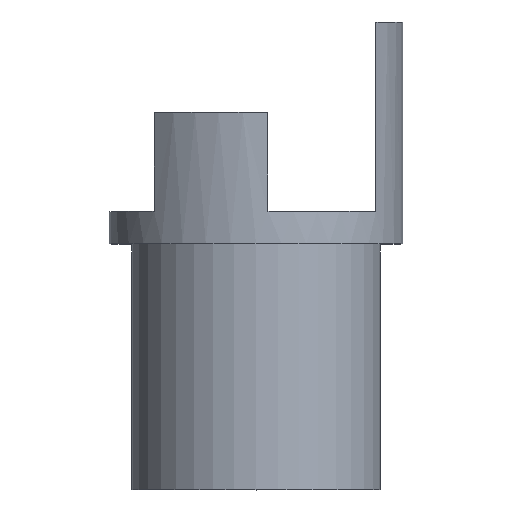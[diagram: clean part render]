
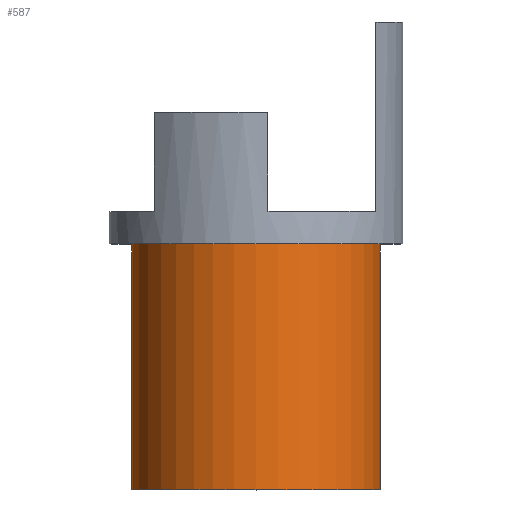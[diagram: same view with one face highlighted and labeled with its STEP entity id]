
A CAD part, top view. The second image highlights one B-rep face of the part: STEP entity #587.
In plain terms, the highlighted cylindrical face has radius 2.075 mm (diameter 4.15 mm), a partial arc.
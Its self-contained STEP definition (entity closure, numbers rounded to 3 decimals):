
#1=CARTESIAN_POINT('',(0.,0.,0.));
#2=DIRECTION('',(0.,1.,0.));
#3=DIRECTION('',(-1.,0.,0.));
#4=AXIS2_PLACEMENT_3D('',#1,#2,#3);
#21=DIRECTION('',(0.,1.,0.));
#22=VECTOR('',#21,4.1);
#23=CARTESIAN_POINT('',(2.075,0.,0.));
#24=LINE('',#23,#22);
#25=DIRECTION('',(0.,1.,0.));
#26=VECTOR('',#25,4.1);
#27=CARTESIAN_POINT('',(-2.075,0.,0.));
#28=LINE('',#27,#26);
#34=CARTESIAN_POINT('',(0.,4.1,0.));
#35=DIRECTION('',(0.,1.,0.));
#36=DIRECTION('',(-1.,0.,0.));
#37=AXIS2_PLACEMENT_3D('',#34,#35,#36);
#433=CARTESIAN_POINT('',(-2.075,4.1,0.));
#434=CARTESIAN_POINT('',(2.075,4.1,0.));
#435=VERTEX_POINT('',#433);
#436=VERTEX_POINT('',#434);
#437=CARTESIAN_POINT('',(-2.075,0.,0.));
#438=CARTESIAN_POINT('',(2.075,0.,0.));
#439=VERTEX_POINT('',#437);
#440=VERTEX_POINT('',#438);
#573=CARTESIAN_POINT('',(0.,-0.205,0.));
#574=DIRECTION('',(0.,1.,0.));
#575=DIRECTION('',(1.,0.,0.));
#576=AXIS2_PLACEMENT_3D('',#573,#574,#575);
#577=CYLINDRICAL_SURFACE('',#576,2.075);
#578=ORIENTED_EDGE('',*,*,#560,.F.);
#580=ORIENTED_EDGE('',*,*,#579,.T.);
#582=ORIENTED_EDGE('',*,*,#581,.T.);
#584=ORIENTED_EDGE('',*,*,#583,.F.);
#585=EDGE_LOOP('',(#578,#580,#582,#584));
#586=FACE_OUTER_BOUND('',#585,.F.);
#587=ADVANCED_FACE('',(#586),#577,.T.);
#5=CIRCLE('',#4,2.075);
#38=CIRCLE('',#37,2.075);
#560=EDGE_CURVE('',#439,#440,#5,.T.);
#579=EDGE_CURVE('',#439,#435,#28,.T.);
#581=EDGE_CURVE('',#435,#436,#38,.T.);
#583=EDGE_CURVE('',#440,#436,#24,.T.);
